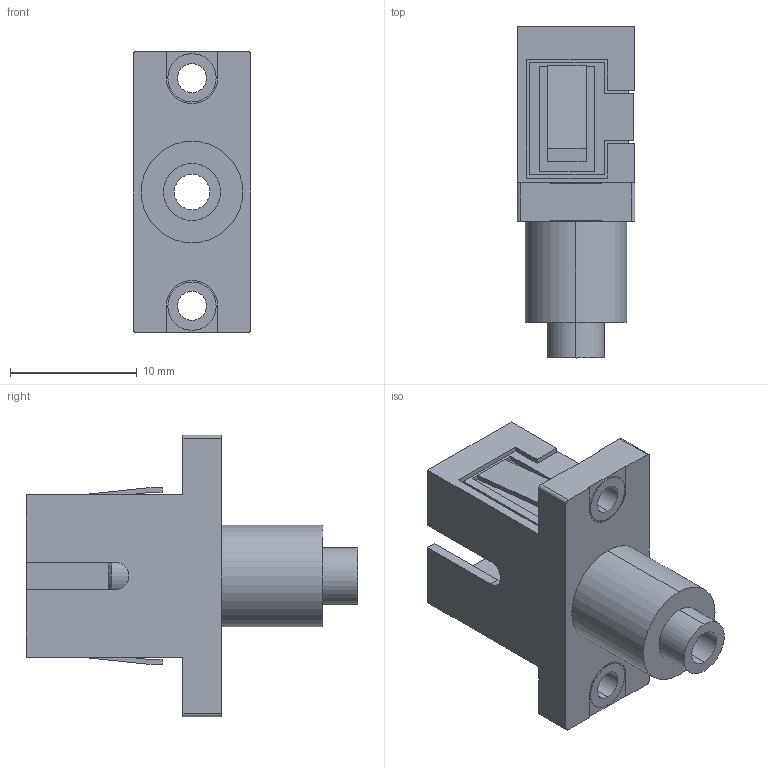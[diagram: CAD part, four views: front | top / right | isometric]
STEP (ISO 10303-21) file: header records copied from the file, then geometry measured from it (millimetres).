
FILE_DESCRIPTION (( 'STEP AP214' ), '1' );
FILE_NAME ('FOA-SM-LCMSCF_3D.STEP', '2020-07-13T17:36:42', ( '' ), ( '' ), 'SwSTEP 2.0', 'SolidWorks 2018', '' );
FILE_SCHEMA (( 'AUTOMOTIVE_DESIGN' ));
Length unit declared in the file: inch
Products named in the file (1): FOA-SM-LCMSCF_3D
Bounding box: 9.32 x 26.21 x 22.23 mm (x, y, z)
Volume: 1449.1 mm3; surface area: 2523.3 mm2
Topology: 1 solids, 1 shells, 141 faces, 378 edges, 250 vertices
Faces by surface type: plane 108, cylinder 31, cone 2
Entity records: 5343 total; most frequent: CARTESIAN_POINT 770, ORIENTED_EDGE 756, DIRECTION 726, EDGE_CURVE 378, LINE 314, VECTOR 314, VERTEX_POINT 250, AXIS2_PLACEMENT_3D 206
